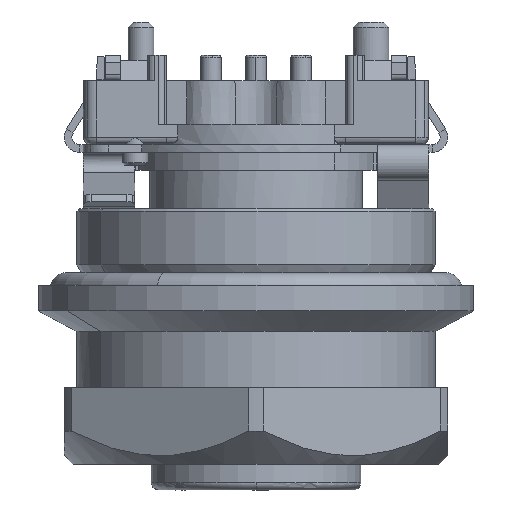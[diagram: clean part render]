
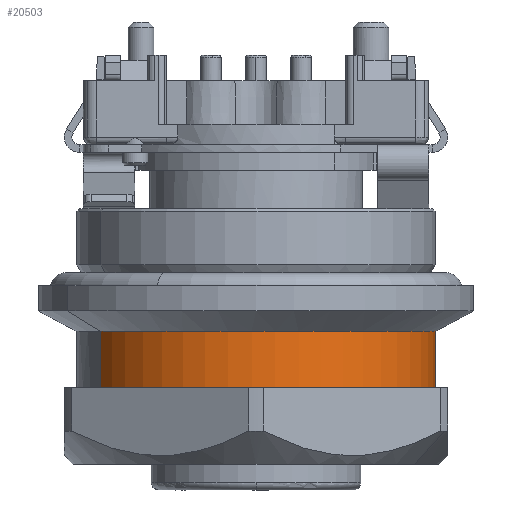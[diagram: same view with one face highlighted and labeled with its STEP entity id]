
A CAD part, front view. The second image highlights one B-rep face of the part: STEP entity #20503.
In plain terms, the highlighted cylindrical face has radius 7 mm (diameter 14 mm), a partial arc.
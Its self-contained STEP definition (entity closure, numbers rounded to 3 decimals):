
#20478=AXIS2_PLACEMENT_3D('Cylinder Axis2P3D',#20475,#20476,#20477) ;
#20408=CARTESIAN_POINT('Vertex',(2.438,5.,4.)) ;
#20410=CARTESIAN_POINT('Vertex',(14.562,12.,4.)) ;
#20414=CARTESIAN_POINT('Control Point',(14.562,12.,4.)) ;
#20415=CARTESIAN_POINT('Control Point',(14.886,11.439,4.)) ;
#20416=CARTESIAN_POINT('Control Point',(15.145,10.84,4.)) ;
#20417=CARTESIAN_POINT('Control Point',(15.334,10.214,4.)) ;
#20418=CARTESIAN_POINT('Control Point',(15.562,8.929,4.)) ;
#20419=CARTESIAN_POINT('Control Point',(15.491,7.626,4.)) ;
#20420=CARTESIAN_POINT('Control Point',(15.38,6.982,4.)) ;
#20421=CARTESIAN_POINT('Control Point',(15.01,5.73,4.)) ;
#20422=CARTESIAN_POINT('Control Point',(14.365,4.596,4.)) ;
#20423=CARTESIAN_POINT('Control Point',(13.978,4.069,4.)) ;
#20424=CARTESIAN_POINT('Control Point',(13.088,3.115,4.)) ;
#20425=CARTESIAN_POINT('Control Point',(12.004,2.388,4.)) ;
#20426=CARTESIAN_POINT('Control Point',(11.423,2.09,4.)) ;
#20427=CARTESIAN_POINT('Control Point',(10.201,1.632,4.)) ;
#20428=CARTESIAN_POINT('Control Point',(8.906,1.466,4.)) ;
#20429=CARTESIAN_POINT('Control Point',(8.252,1.459,4.)) ;
#20430=CARTESIAN_POINT('Control Point',(6.955,1.596,4.)) ;
#20431=CARTESIAN_POINT('Control Point',(5.723,2.025,4.)) ;
#20432=CARTESIAN_POINT('Control Point',(5.134,2.311,4.)) ;
#20433=CARTESIAN_POINT('Control Point',(4.152,2.938,4.)) ;
#20434=CARTESIAN_POINT('Control Point',(3.32,3.75,4.)) ;
#20435=CARTESIAN_POINT('Control Point',(2.988,4.14,4.)) ;
#20436=CARTESIAN_POINT('Control Point',(2.693,4.559,4.)) ;
#20437=CARTESIAN_POINT('Control Point',(2.438,5.,4.)) ;
#20449=CARTESIAN_POINT('Line Origine',(2.438,5.,5.1)) ;
#20453=CARTESIAN_POINT('Vertex',(2.438,5.,6.2)) ;
#20460=CARTESIAN_POINT('Vertex',(14.562,12.,6.2)) ;
#20463=CARTESIAN_POINT('Line Origine',(14.562,12.,5.1)) ;
#20475=CARTESIAN_POINT('Axis2P3D Location',(8.5,8.5,5.1)) ;
#20481=CARTESIAN_POINT('Control Point',(14.562,12.,6.2)) ;
#20482=CARTESIAN_POINT('Control Point',(15.112,11.048,6.2)) ;
#20483=CARTESIAN_POINT('Control Point',(15.475,9.987,6.2)) ;
#20484=CARTESIAN_POINT('Control Point',(15.622,8.868,6.2)) ;
#20485=CARTESIAN_POINT('Control Point',(15.47,6.632,6.2)) ;
#20486=CARTESIAN_POINT('Control Point',(14.484,4.62,6.2)) ;
#20487=CARTESIAN_POINT('Control Point',(13.796,3.724,6.2)) ;
#20488=CARTESIAN_POINT('Control Point',(12.108,2.251,6.2)) ;
#20489=CARTESIAN_POINT('Control Point',(9.987,1.525,6.2)) ;
#20490=CARTESIAN_POINT('Control Point',(8.868,1.378,6.2)) ;
#20491=CARTESIAN_POINT('Control Point',(6.632,1.53,6.2)) ;
#20492=CARTESIAN_POINT('Control Point',(4.62,2.516,6.2)) ;
#20493=CARTESIAN_POINT('Control Point',(3.724,3.204,6.2)) ;
#20494=CARTESIAN_POINT('Control Point',(2.988,4.048,6.2)) ;
#20495=CARTESIAN_POINT('Control Point',(2.438,5.,6.2)) ;
#20450=DIRECTION('Vector Direction',(0.,0.,-1.)) ;
#20464=DIRECTION('Vector Direction',(0.,0.,-1.)) ;
#20476=DIRECTION('Axis2P3D Direction',(0.,0.,-1.)) ;
#20477=DIRECTION('Axis2P3D XDirection',(0.866,0.5,0.)) ;
#20451=VECTOR('Line Direction',#20450,1.) ;
#20465=VECTOR('Line Direction',#20464,1.) ;
#20498=ORIENTED_EDGE('',*,*,#20467,.F.) ;
#20499=ORIENTED_EDGE('',*,*,#20496,.T.) ;
#20500=ORIENTED_EDGE('',*,*,#20455,.F.) ;
#20501=ORIENTED_EDGE('',*,*,#20438,.F.) ;
#20503=ADVANCED_FACE('V3',(#20502),#20479,.T.) ;
#20413=B_SPLINE_CURVE_WITH_KNOTS('',5,(#20414,#20415,#20416,#20417,#20418,#20419,#20420,#20421,#20422,#20423,#20424,#20425,#20426,#20427,#20428,#20429,#20430,#20431,#20432,#20433,#20434,#20435,#20436,#20437),.UNSPECIFIED.,.F.,.U.,(6,3,3,3,3,3,3,6),(0.,4.583,9.165,13.748,18.33,22.913,27.495,31.1),.UNSPECIFIED.) ;
#20480=B_SPLINE_CURVE_WITH_KNOTS('',5,(#20481,#20482,#20483,#20484,#20485,#20486,#20487,#20488,#20489,#20490,#20491,#20492,#20493,#20494,#20495),.UNSPECIFIED.,.F.,.U.,(6,3,3,3,6),(-10.996,-5.498,0.,5.498,10.996),.UNSPECIFIED.) ;
#20479=CYLINDRICAL_SURFACE('generated cylinder',#20478,7.) ;
#20438=EDGE_CURVE('',#20411,#20409,#20413,.T.) ;
#20455=EDGE_CURVE('',#20409,#20454,#20452,.F.) ;
#20467=EDGE_CURVE('',#20461,#20411,#20466,.T.) ;
#20496=EDGE_CURVE('',#20461,#20454,#20480,.T.) ;
#20497=EDGE_LOOP('',(#20498,#20499,#20500,#20501)) ;
#20502=FACE_OUTER_BOUND('',#20497,.T.) ;
#20452=LINE('Line',#20449,#20451) ;
#20466=LINE('Line',#20463,#20465) ;
#20409=VERTEX_POINT('',#20408) ;
#20411=VERTEX_POINT('',#20410) ;
#20454=VERTEX_POINT('',#20453) ;
#20461=VERTEX_POINT('',#20460) ;
